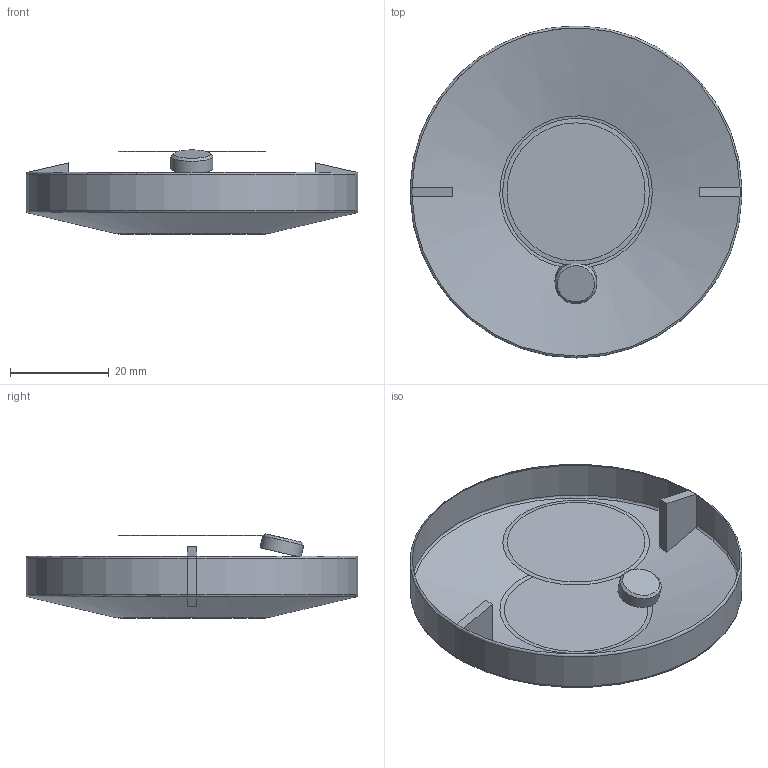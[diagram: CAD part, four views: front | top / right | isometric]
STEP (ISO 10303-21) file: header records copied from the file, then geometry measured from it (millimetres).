
FILE_DESCRIPTION(/* description */ (''),/* implementation_level */ '2;1');
FILE_NAME(/* name */ 'HERE GPS.step',/* time_stamp */ '2020-08-24T02:02:56-07:00',/* author */ (''),/* organization */ (''),/* preprocessor_version */ 'ST-DEVELOPER v18.1',/* originating_system */ 'Autodesk Translation Framework v9.3.0.1241',/* authorisation */ '');
FILE_SCHEMA (('AUTOMOTIVE_DESIGN { 1 0 10303 214 3 1 1 }'));
Length unit declared in the file: millimetre
Products named in the file (5): HERE GPS; Body; Button; LED1; LED2
Assembly tree (4 placements, depth 2):
  HERE GPS
    Body
    Button
    LED1
    LED2
Bounding box: 67.21 x 67.23 x 17.04 mm (x, y, z)
Volume: 45663.8 mm3; surface area: 9878.5 mm2
Topology: 4 solids, 4 shells, 38 faces, 90 edges, 60 vertices
Faces by surface type: plane 17, cone 7, torus 6, cylinder 4, bspline 4
Full cylindrical faces by diameter (mm): 8.5 x1
Entity records: 1379 total; most frequent: CARTESIAN_POINT 403, ORIENTED_EDGE 180, DIRECTION 174, EDGE_CURVE 90, AXIS2_PLACEMENT_3D 77, VERTEX_POINT 60, FACE_OUTER_BOUND 38, EDGE_LOOP 38
